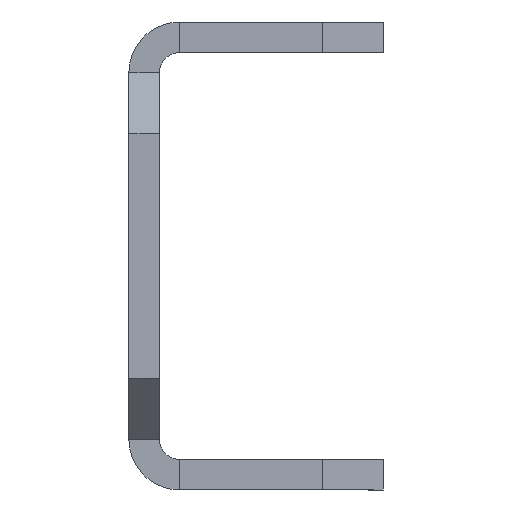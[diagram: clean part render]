
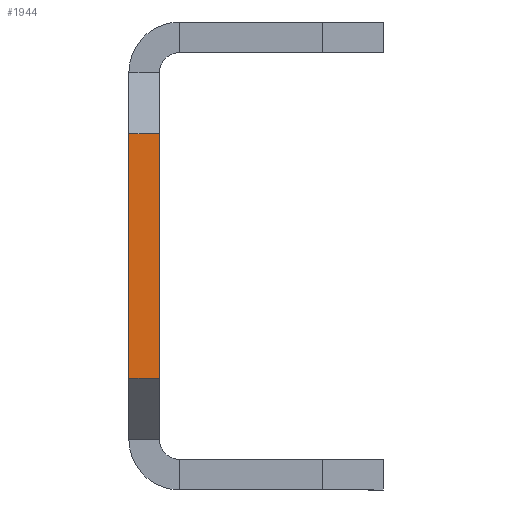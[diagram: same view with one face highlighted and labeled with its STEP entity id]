
A CAD part, left-side view. The second image highlights one B-rep face of the part: STEP entity #1944.
In plain terms, the highlighted planar face has unit normal (-1, 0, 0).
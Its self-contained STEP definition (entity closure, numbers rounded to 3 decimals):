
#61 = ORIENTED_EDGE ( 'NONE', *, *, #836, .T. ) ;
#98 = ORIENTED_EDGE ( 'NONE', *, *, #641, .F. ) ;
#112 = VERTEX_POINT ( 'NONE', #999 ) ;
#133 = VECTOR ( 'NONE', #1631, 1000. ) ;
#140 = FACE_OUTER_BOUND ( 'NONE', #469, .T. ) ;
#184 = VERTEX_POINT ( 'NONE', #220 ) ;
#193 = ORIENTED_EDGE ( 'NONE', *, *, #1608, .T. ) ;
#220 = CARTESIAN_POINT ( 'NONE',  ( -315., -1.5, -6. ) ) ;
#237 = LINE ( 'NONE', #381, #133 ) ;
#283 = LINE ( 'NONE', #1204, #1230 ) ;
#381 = CARTESIAN_POINT ( 'NONE',  ( -315., 0., 6. ) ) ;
#469 = EDGE_LOOP ( 'NONE', ( #1384, #61, #98, #193 ) ) ;
#479 = DIRECTION ( 'NONE',  ( 0., 0., -1. ) ) ;
#641 = EDGE_CURVE ( 'NONE', #819, #184, #917, .T. ) ;
#768 = EDGE_CURVE ( 'NONE', #112, #1162, #805, .T. ) ;
#805 = LINE ( 'NONE', #1585, #1862 ) ;
#819 = VERTEX_POINT ( 'NONE', #1532 ) ;
#836 = EDGE_CURVE ( 'NONE', #1162, #184, #283, .T. ) ;
#837 = CARTESIAN_POINT ( 'NONE',  ( -315., 0., -6. ) ) ;
#907 = DIRECTION ( 'NONE',  ( 0., 0., -1. ) ) ;
#917 = LINE ( 'NONE', #1216, #1003 ) ;
#999 = CARTESIAN_POINT ( 'NONE',  ( -315., 0., 6. ) ) ;
#1003 = VECTOR ( 'NONE', #907, 1000. ) ;
#1162 = VERTEX_POINT ( 'NONE', #837 ) ;
#1204 = CARTESIAN_POINT ( 'NONE',  ( -315., -1.5, -6. ) ) ;
#1216 = CARTESIAN_POINT ( 'NONE',  ( -315., -1.5, 9. ) ) ;
#1230 = VECTOR ( 'NONE', #1997, 1000. ) ;
#1384 = ORIENTED_EDGE ( 'NONE', *, *, #768, .T. ) ;
#1414 = DIRECTION ( 'NONE',  ( -1., 0., 0. ) ) ;
#1532 = CARTESIAN_POINT ( 'NONE',  ( -315., -1.5, 6. ) ) ;
#1580 = AXIS2_PLACEMENT_3D ( 'NONE', #2078, #1414, #2067 ) ;
#1585 = CARTESIAN_POINT ( 'NONE',  ( -315., 0., 9. ) ) ;
#1587 = PLANE ( 'NONE',  #1580 ) ;
#1608 = EDGE_CURVE ( 'NONE', #819, #112, #237, .T. ) ;
#1631 = DIRECTION ( 'NONE',  ( 0., 1., 0. ) ) ;
#1862 = VECTOR ( 'NONE', #479, 1000. ) ;
#1944 = ADVANCED_FACE ( 'NONE', ( #140 ), #1587, .T. ) ;
#1997 = DIRECTION ( 'NONE',  ( 0., -1., 0. ) ) ;
#2067 = DIRECTION ( 'NONE',  ( 0., 0., 1. ) ) ;
#2078 = CARTESIAN_POINT ( 'NONE',  ( -315., -1.5, 9. ) ) ;
